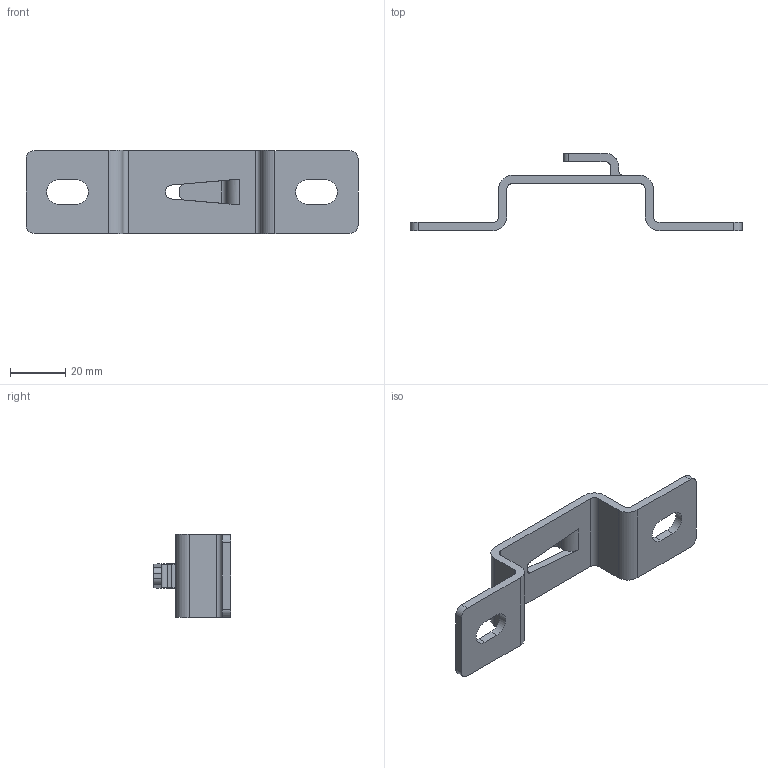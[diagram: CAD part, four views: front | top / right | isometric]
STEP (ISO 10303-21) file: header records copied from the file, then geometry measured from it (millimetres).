
FILE_DESCRIPTION((''),'2;1');
FILE_NAME('KTS_09_017_006_50','2012-07-04T',('AndreasKeweloh'),(''),'PRO/ENGINEER BY PARAMETRIC TECHNOLOGY CORPORATION, 2012130','PRO/ENGINEER BY PARAMETRIC TECHNOLOGY CORPORATION, 2012130','');
FILE_SCHEMA(('CONFIG_CONTROL_DESIGN'));
Length unit declared in the file: millimetre
Products named in the file (1): KTS_09_017_006_50
Bounding box: 120 x 28 x 30 mm (x, y, z)
Volume: 12650.8 mm3; surface area: 10033.3 mm2
Topology: 1 solids, 1 shells, 52 faces, 156 edges, 106 vertices
Faces by surface type: plane 28, cylinder 24
Entity records: 1858 total; most frequent: CARTESIAN_POINT 366, ORIENTED_EDGE 312, DIRECTION 298, EDGE_CURVE 156, VERTEX_POINT 106, AXIS2_PLACEMENT_3D 100, VECTOR 98, LINE 98
